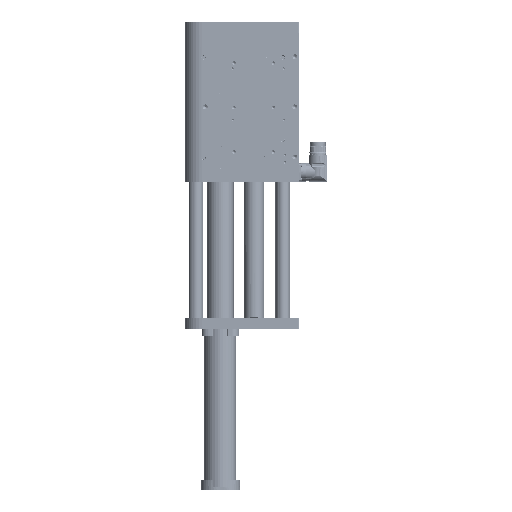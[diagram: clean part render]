
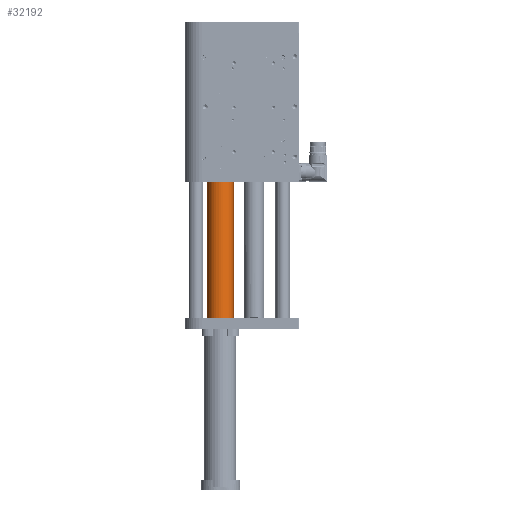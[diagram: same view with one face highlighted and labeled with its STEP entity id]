
A CAD part, left-side view. The second image highlights one B-rep face of the part: STEP entity #32192.
In plain terms, the highlighted cylindrical face has radius 18.5 mm (diameter 37 mm), a full revolution.
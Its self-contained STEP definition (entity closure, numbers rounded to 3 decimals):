
#6082 = CARTESIAN_POINT ( 'NONE',  ( 0., 0., 394.2 ) ) ;
#7454 = CARTESIAN_POINT ( 'NONE',  ( 0., 0., 1. ) ) ;
#8131 = CARTESIAN_POINT ( 'NONE',  ( 18.5, 0., 394.2 ) ) ;
#11649 = ORIENTED_EDGE ( 'NONE', *, *, #43577, .T. ) ;
#14730 = FACE_OUTER_BOUND ( 'NONE', #48379, .T. ) ;
#21360 = EDGE_CURVE ( 'NONE', #155816, #155816, #25751, .T. ) ;
#25751 = CIRCLE ( 'NONE', #94850, 18.5 ) ;
#30597 = AXIS2_PLACEMENT_3D ( 'NONE', #7454, #139994, #56294 ) ;
#32192 = ADVANCED_FACE ( 'NONE', ( #53909, #14730 ), #137575, .T. ) ;
#36100 = AXIS2_PLACEMENT_3D ( 'NONE', #151982, #136748, #75614 ) ;
#40578 = DIRECTION ( 'NONE',  ( 1., 0., 0. ) ) ;
#43577 = EDGE_CURVE ( 'NONE', #144416, #144416, #158719, .T. ) ;
#47330 = ORIENTED_EDGE ( 'NONE', *, *, #21360, .T. ) ;
#48379 = EDGE_LOOP ( 'NONE', ( #11649 ) ) ;
#53909 = FACE_OUTER_BOUND ( 'NONE', #125009, .T. ) ;
#56294 = DIRECTION ( 'NONE',  ( 1., 0., 0. ) ) ;
#71980 = CARTESIAN_POINT ( 'NONE',  ( 18.5, 0., 1. ) ) ;
#75614 = DIRECTION ( 'NONE',  ( -1., 0., 0. ) ) ;
#80604 = DIRECTION ( 'NONE',  ( 0., 0., -1. ) ) ;
#94850 = AXIS2_PLACEMENT_3D ( 'NONE', #6082, #80604, #40578 ) ;
#125009 = EDGE_LOOP ( 'NONE', ( #47330 ) ) ;
#136748 = DIRECTION ( 'NONE',  ( 0., 0., -1. ) ) ;
#137575 = CYLINDRICAL_SURFACE ( 'NONE', #36100, 18.5 ) ;
#139994 = DIRECTION ( 'NONE',  ( 0., 0., 1. ) ) ;
#144416 = VERTEX_POINT ( 'NONE', #71980 ) ;
#151982 = CARTESIAN_POINT ( 'NONE',  ( 0., 0., 395.2 ) ) ;
#155816 = VERTEX_POINT ( 'NONE', #8131 ) ;
#158719 = CIRCLE ( 'NONE', #30597, 18.5 ) ;
